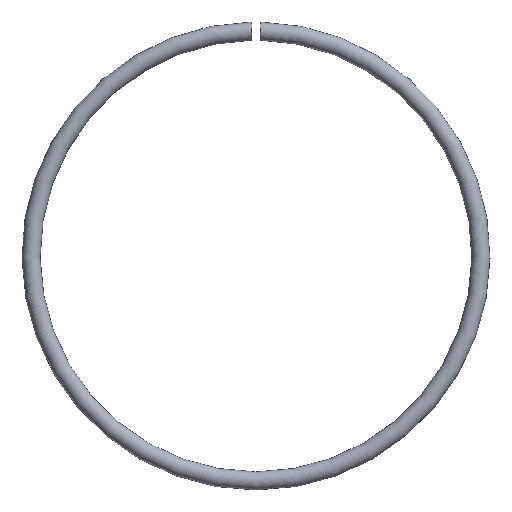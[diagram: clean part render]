
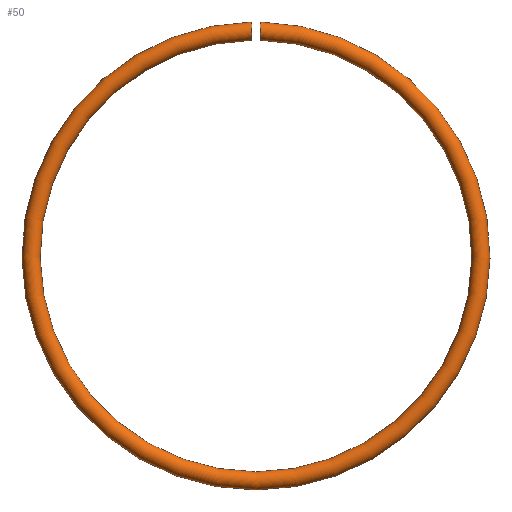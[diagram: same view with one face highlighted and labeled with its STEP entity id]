
A CAD part, top view. The second image highlights one B-rep face of the part: STEP entity #50.
In plain terms, the highlighted toroidal (fillet/blend) face has major radius 20.4 mm and minor radius 0.825 mm.
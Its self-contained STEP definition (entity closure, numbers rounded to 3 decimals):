
#15=CIRCLE('',#74,19.575);
#16=TOROIDAL_SURFACE('',#73,20.4,0.825);
#19=FACE_OUTER_BOUND('',#22,.T.);
#22=EDGE_LOOP('',(#40,#41,#42,#43,#44,#45));
#23=B_SPLINE_CURVE_WITH_KNOTS('',3,(#89,#90,#91,#92,#93,#94,#95,#96,#97,
#98,#99,#100,#101,#102,#103,#104,#105,#106),.UNSPECIFIED.,.F.,.F.,(4,2,
2,2,2,2,2,2,4),(0.,0.031,0.061,0.092,
0.122,0.153,0.183,0.214,
0.244),.UNSPECIFIED.);
#24=B_SPLINE_CURVE_WITH_KNOTS('',3,(#107,#108,#109,#110,#111,#112,#113,
#114,#115,#116,#117,#118,#119,#120,#121,#122,#123,#124),.UNSPECIFIED.,.F.,
 .F.,(4,2,2,2,2,2,2,2,4),(0.244,0.275,0.305,
0.336,0.367,0.397,0.428,
0.458,0.489),.UNSPECIFIED.);
#25=B_SPLINE_CURVE_WITH_KNOTS('',3,(#128,#129,#130,#131,#132,#133,#134,
#135,#136,#137,#138,#139,#140,#141,#142,#143,#144,#145),.UNSPECIFIED.,.F.,
 .F.,(4,2,2,2,2,2,2,2,4),(0.,0.031,0.061,0.092,
0.122,0.153,0.183,0.214,
0.244),.UNSPECIFIED.);
#26=B_SPLINE_CURVE_WITH_KNOTS('',3,(#146,#147,#148,#149,#150,#151,#152,
#153,#154,#155,#156,#157,#158,#159,#160,#161,#162,#163),.UNSPECIFIED.,.F.,
 .F.,(4,2,2,2,2,2,2,2,4),(0.244,0.275,0.305,
0.336,0.367,0.397,0.428,
0.458,0.489),.UNSPECIFIED.);
#27=VERTEX_POINT('',#87);
#28=VERTEX_POINT('',#88);
#29=VERTEX_POINT('',#126);
#30=VERTEX_POINT('',#127);
#31=EDGE_CURVE('',#27,#28,#23,.T.);
#32=EDGE_CURVE('',#28,#27,#24,.T.);
#33=EDGE_CURVE('',#29,#30,#25,.T.);
#34=EDGE_CURVE('',#30,#29,#26,.T.);
#35=EDGE_CURVE('',#30,#28,#15,.T.);
#40=ORIENTED_EDGE('',*,*,#33,.T.);
#41=ORIENTED_EDGE('',*,*,#35,.T.);
#42=ORIENTED_EDGE('',*,*,#32,.T.);
#43=ORIENTED_EDGE('',*,*,#31,.T.);
#44=ORIENTED_EDGE('',*,*,#35,.F.);
#45=ORIENTED_EDGE('',*,*,#34,.T.);
#50=ADVANCED_FACE('',(#19),#16,.T.);
#73=AXIS2_PLACEMENT_3D('',#164,#81,#82);
#74=AXIS2_PLACEMENT_3D('',#165,#83,#84);
#81=DIRECTION('center_axis',(0.,0.,1.));
#82=DIRECTION('ref_axis',(0.,-1.,0.));
#83=DIRECTION('center_axis',(0.,0.,-1.));
#84=DIRECTION('ref_axis',(0.,-1.,0.));
#87=CARTESIAN_POINT('',(-0.375,21.222,0.));
#88=CARTESIAN_POINT('',(-0.375,19.571,0.));
#89=CARTESIAN_POINT('Ctrl Pts',(-0.375,21.222,0.));
#90=CARTESIAN_POINT('Ctrl Pts',(-0.375,21.222,-0.102));
#91=CARTESIAN_POINT('Ctrl Pts',(-0.375,21.198,-0.222));
#92=CARTESIAN_POINT('Ctrl Pts',(-0.375,21.12,-0.41));
#93=CARTESIAN_POINT('Ctrl Pts',(-0.375,21.052,-0.511));
#94=CARTESIAN_POINT('Ctrl Pts',(-0.375,20.908,-0.655));
#95=CARTESIAN_POINT('Ctrl Pts',(-0.375,20.806,-0.723));
#96=CARTESIAN_POINT('Ctrl Pts',(-0.375,20.618,-0.801));
#97=CARTESIAN_POINT('Ctrl Pts',(-0.375,20.498,-0.825));
#98=CARTESIAN_POINT('Ctrl Pts',(-0.375,20.295,-0.825));
#99=CARTESIAN_POINT('Ctrl Pts',(-0.375,20.175,-0.801));
#100=CARTESIAN_POINT('Ctrl Pts',(-0.375,19.987,-0.723));
#101=CARTESIAN_POINT('Ctrl Pts',(-0.375,19.885,-0.655));
#102=CARTESIAN_POINT('Ctrl Pts',(-0.375,19.741,-0.511));
#103=CARTESIAN_POINT('Ctrl Pts',(-0.375,19.673,-0.41));
#104=CARTESIAN_POINT('Ctrl Pts',(-0.375,19.595,-0.222));
#105=CARTESIAN_POINT('Ctrl Pts',(-0.375,19.571,-0.102));
#106=CARTESIAN_POINT('Ctrl Pts',(-0.375,19.571,0.));
#107=CARTESIAN_POINT('Ctrl Pts',(-0.375,19.571,0.));
#108=CARTESIAN_POINT('Ctrl Pts',(-0.375,19.571,0.102));
#109=CARTESIAN_POINT('Ctrl Pts',(-0.375,19.595,0.222));
#110=CARTESIAN_POINT('Ctrl Pts',(-0.375,19.673,0.41));
#111=CARTESIAN_POINT('Ctrl Pts',(-0.375,19.741,0.511));
#112=CARTESIAN_POINT('Ctrl Pts',(-0.375,19.885,0.655));
#113=CARTESIAN_POINT('Ctrl Pts',(-0.375,19.987,0.723));
#114=CARTESIAN_POINT('Ctrl Pts',(-0.375,20.175,0.801));
#115=CARTESIAN_POINT('Ctrl Pts',(-0.375,20.295,0.825));
#116=CARTESIAN_POINT('Ctrl Pts',(-0.375,20.498,0.825));
#117=CARTESIAN_POINT('Ctrl Pts',(-0.375,20.618,0.801));
#118=CARTESIAN_POINT('Ctrl Pts',(-0.375,20.806,0.723));
#119=CARTESIAN_POINT('Ctrl Pts',(-0.375,20.908,0.655));
#120=CARTESIAN_POINT('Ctrl Pts',(-0.375,21.052,0.511));
#121=CARTESIAN_POINT('Ctrl Pts',(-0.375,21.12,0.41));
#122=CARTESIAN_POINT('Ctrl Pts',(-0.375,21.198,0.222));
#123=CARTESIAN_POINT('Ctrl Pts',(-0.375,21.222,0.102));
#124=CARTESIAN_POINT('Ctrl Pts',(-0.375,21.222,0.));
#126=CARTESIAN_POINT('',(0.375,21.222,0.));
#127=CARTESIAN_POINT('',(0.375,19.571,0.));
#128=CARTESIAN_POINT('Ctrl Pts',(0.375,21.222,0.));
#129=CARTESIAN_POINT('Ctrl Pts',(0.375,21.222,0.102));
#130=CARTESIAN_POINT('Ctrl Pts',(0.375,21.198,0.222));
#131=CARTESIAN_POINT('Ctrl Pts',(0.375,21.12,0.41));
#132=CARTESIAN_POINT('Ctrl Pts',(0.375,21.052,0.511));
#133=CARTESIAN_POINT('Ctrl Pts',(0.375,20.908,0.655));
#134=CARTESIAN_POINT('Ctrl Pts',(0.375,20.806,0.723));
#135=CARTESIAN_POINT('Ctrl Pts',(0.375,20.618,0.801));
#136=CARTESIAN_POINT('Ctrl Pts',(0.375,20.498,0.825));
#137=CARTESIAN_POINT('Ctrl Pts',(0.375,20.295,0.825));
#138=CARTESIAN_POINT('Ctrl Pts',(0.375,20.175,0.801));
#139=CARTESIAN_POINT('Ctrl Pts',(0.375,19.987,0.723));
#140=CARTESIAN_POINT('Ctrl Pts',(0.375,19.885,0.655));
#141=CARTESIAN_POINT('Ctrl Pts',(0.375,19.741,0.511));
#142=CARTESIAN_POINT('Ctrl Pts',(0.375,19.673,0.41));
#143=CARTESIAN_POINT('Ctrl Pts',(0.375,19.595,0.222));
#144=CARTESIAN_POINT('Ctrl Pts',(0.375,19.571,0.102));
#145=CARTESIAN_POINT('Ctrl Pts',(0.375,19.571,0.));
#146=CARTESIAN_POINT('Ctrl Pts',(0.375,19.571,0.));
#147=CARTESIAN_POINT('Ctrl Pts',(0.375,19.571,-0.102));
#148=CARTESIAN_POINT('Ctrl Pts',(0.375,19.595,-0.222));
#149=CARTESIAN_POINT('Ctrl Pts',(0.375,19.673,-0.41));
#150=CARTESIAN_POINT('Ctrl Pts',(0.375,19.741,-0.511));
#151=CARTESIAN_POINT('Ctrl Pts',(0.375,19.885,-0.655));
#152=CARTESIAN_POINT('Ctrl Pts',(0.375,19.987,-0.723));
#153=CARTESIAN_POINT('Ctrl Pts',(0.375,20.175,-0.801));
#154=CARTESIAN_POINT('Ctrl Pts',(0.375,20.295,-0.825));
#155=CARTESIAN_POINT('Ctrl Pts',(0.375,20.498,-0.825));
#156=CARTESIAN_POINT('Ctrl Pts',(0.375,20.618,-0.801));
#157=CARTESIAN_POINT('Ctrl Pts',(0.375,20.806,-0.723));
#158=CARTESIAN_POINT('Ctrl Pts',(0.375,20.908,-0.655));
#159=CARTESIAN_POINT('Ctrl Pts',(0.375,21.052,-0.511));
#160=CARTESIAN_POINT('Ctrl Pts',(0.375,21.12,-0.41));
#161=CARTESIAN_POINT('Ctrl Pts',(0.375,21.198,-0.222));
#162=CARTESIAN_POINT('Ctrl Pts',(0.375,21.222,-0.102));
#163=CARTESIAN_POINT('Ctrl Pts',(0.375,21.222,0.));
#164=CARTESIAN_POINT('Origin',(0.,0.,0.));
#165=CARTESIAN_POINT('Origin',(0.,0.,0.));
